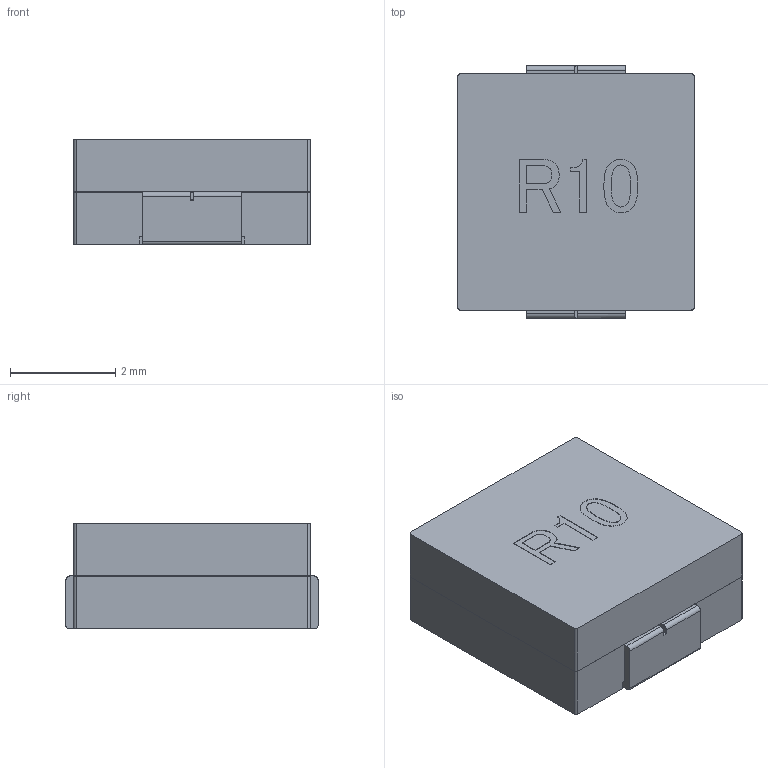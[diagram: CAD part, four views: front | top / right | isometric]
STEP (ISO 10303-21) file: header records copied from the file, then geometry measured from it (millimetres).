
FILE_DESCRIPTION( ('This file contains a STEP AP42 implementation' ,'as created by ZW3D STEP Interface translator.') ,'2;1' );
FILE_NAME( 'HP0402.stp' ,'14 925.102924', (''), ('ZWCAD Software Co.'), 'Version 1.0', 'ZW3D to STEP translator', '' );
FILE_SCHEMA( ('CONFIG_CONTROL_DESIGN') );
Length unit declared in the file: millimetre
Products named in the file (1): 0
Bounding box: 4.5 x 4.8 x 2 mm (x, y, z)
Volume: 41.2 mm3; surface area: 135.3 mm2
Topology: 4 solids, 4 shells, 139 faces, 358 edges, 232 vertices
Faces by surface type: bspline 139
Entity records: 3974 total; most frequent: CARTESIAN_POINT 1798, ORIENTED_EDGE 716, EDGE_CURVE 358, B_SPLINE_CURVE_WITH_KNOTS 314, VERTEX_POINT 232, EDGE_LOOP 144, FACE_OUTER_BOUND 139, ADVANCED_FACE 139
